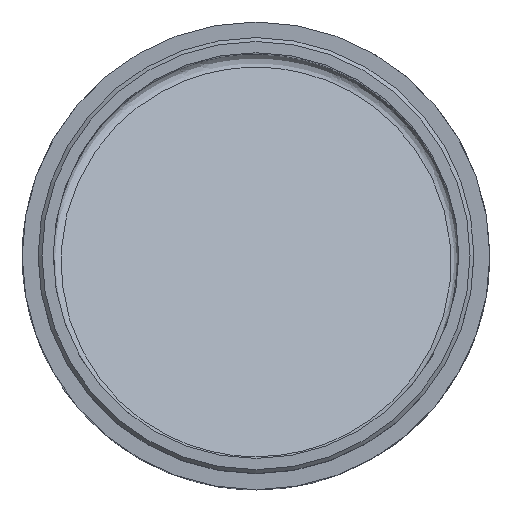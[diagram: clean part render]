
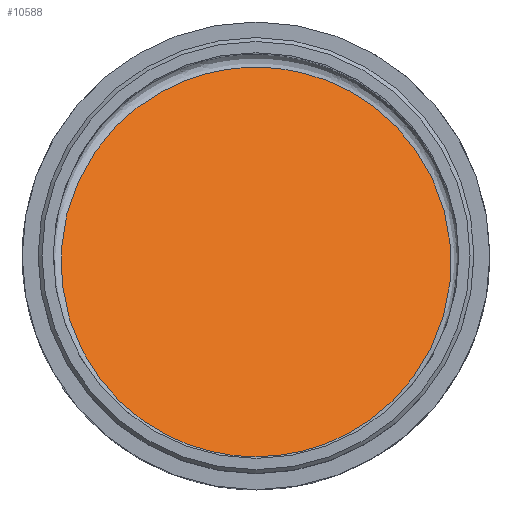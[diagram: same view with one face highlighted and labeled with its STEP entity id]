
A CAD part, top view. The second image highlights one B-rep face of the part: STEP entity #10588.
In plain terms, the highlighted planar face has unit normal (0, 0.707, 0.707).
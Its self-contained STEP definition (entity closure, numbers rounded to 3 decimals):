
#746 = VERTEX_POINT ( 'NONE', #11147 ) ;
#993 = CARTESIAN_POINT ( 'NONE',  ( 50.3, -25.857, -20.857 ) ) ;
#1064 = CARTESIAN_POINT ( 'NONE',  ( -50.3, -25.857, -20.857 ) ) ;
#1553 = DIRECTION ( 'NONE',  ( 0., -0.707, -0.707 ) ) ;
#2004 = CARTESIAN_POINT ( 'NONE',  ( 50.3, 24.443, -71.157 ) ) ;
#2095 = CARTESIAN_POINT ( 'NONE',  ( 0., -25.857, -20.857 ) ) ;
#3394 = CARTESIAN_POINT ( 'NONE',  ( 0., 2.121, -48.836 ) ) ;
#6008 = CARTESIAN_POINT ( 'NONE',  ( 0., -25.857, -20.857 ) ) ;
#6090 = CARTESIAN_POINT ( 'NONE',  ( -50.3, 24.443, -71.157 ) ) ;
#7580 = PLANE ( 'NONE',  #11937 ) ;
#8171 = EDGE_LOOP ( 'NONE', ( #8667 ) ) ;
#8610 = DIRECTION ( 'NONE',  ( 0., 0.707, -0.707 ) ) ;
#8667 = ORIENTED_EDGE ( 'NONE', *, *, #9130, .T. ) ;
#9039 = CARTESIAN_POINT ( 'NONE',  ( 0., 24.443, -71.157 ) ) ;
#9130 = EDGE_CURVE ( 'NONE', #746, #746, #9481, .T. ) ;
#9481 =( BOUNDED_CURVE ( )  B_SPLINE_CURVE ( 3, ( #6008, #993, #2004, #9039, #6090, #1064, #2095 ),
 .UNSPECIFIED., .T., .T. ) 
 B_SPLINE_CURVE_WITH_KNOTS ( ( 4, 3, 4 ),
 ( 0., 3.142, 6.283 ),
 .UNSPECIFIED. ) 
 CURVE ( )  GEOMETRIC_REPRESENTATION_ITEM ( )  RATIONAL_B_SPLINE_CURVE ( ( 1., 0.333, 0.333, 1., 0.333, 0.333, 1. ) ) 
 REPRESENTATION_ITEM ( '' )  );
#10588 = ADVANCED_FACE ( 'NONE', ( #11838 ), #7580, .F. ) ;
#11147 = CARTESIAN_POINT ( 'NONE',  ( 0., -25.857, -20.857 ) ) ;
#11838 = FACE_OUTER_BOUND ( 'NONE', #8171, .T. ) ;
#11937 = AXIS2_PLACEMENT_3D ( 'NONE', #3394, #1553, #8610 ) ;
